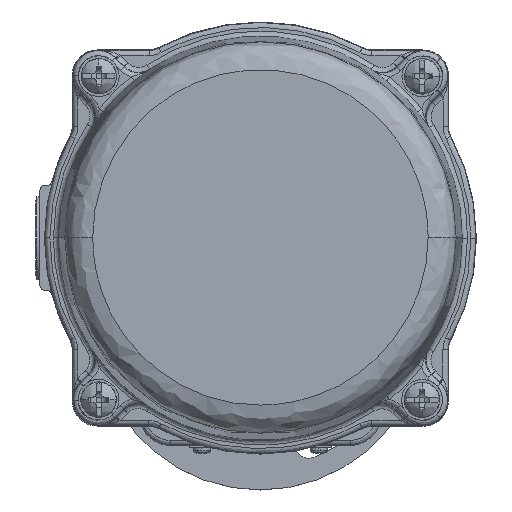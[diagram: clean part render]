
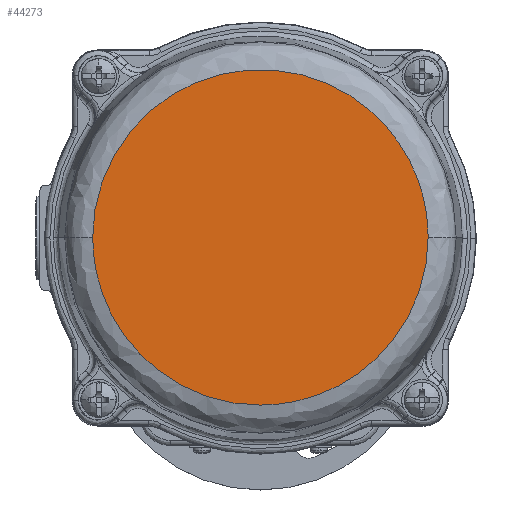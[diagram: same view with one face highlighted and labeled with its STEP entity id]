
A CAD part, top view. The second image highlights one B-rep face of the part: STEP entity #44273.
In plain terms, the highlighted planar face has unit normal (0, 0, 1).
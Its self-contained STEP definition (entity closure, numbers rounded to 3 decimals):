
#2327 =( BOUNDED_CURVE ( )  B_SPLINE_CURVE ( 3, ( #94045, #77550, #9622, #86875 ),
 .UNSPECIFIED., .F., .F. ) 
 B_SPLINE_CURVE_WITH_KNOTS ( ( 4, 4 ),
 ( 0., 1. ),
 .UNSPECIFIED. ) 
 CURVE ( )  GEOMETRIC_REPRESENTATION_ITEM ( )  RATIONAL_B_SPLINE_CURVE ( ( 1., 0.805, 0.805, 1. ) ) 
 REPRESENTATION_ITEM ( '' )  );
#7627 = CARTESIAN_POINT ( 'NONE',  ( -32.993, -19.331, 87. ) ) ;
#9622 = CARTESIAN_POINT ( 'NONE',  ( 19.331, -33.033, 87. ) ) ;
#10506 = FACE_OUTER_BOUND ( 'NONE', #77786, .T. ) ;
#11138 =( BOUNDED_CURVE ( )  B_SPLINE_CURVE ( 3, ( #61147, #85914, #76937, #103522 ),
 .UNSPECIFIED., .F., .T. ) 
 B_SPLINE_CURVE_WITH_KNOTS ( ( 4, 4 ),
 ( 0.333, 1. ),
 .UNSPECIFIED. ) 
 CURVE ( )  GEOMETRIC_REPRESENTATION_ITEM ( )  RATIONAL_B_SPLINE_CURVE ( ( 1., 0.333, 0.333, 1. ) ) 
 REPRESENTATION_ITEM ( '' )  );
#21809 = EDGE_CURVE ( 'NONE', #79410, #41364, #11138, .T. ) ;
#33330 = CARTESIAN_POINT ( 'NONE',  ( -32.981, 0.001, 87. ) ) ;
#40315 = PLANE ( 'NONE',  #43907 ) ;
#41364 = VERTEX_POINT ( 'NONE', #106474 ) ;
#43907 = AXIS2_PLACEMENT_3D ( 'NONE', #49276, #73967, #108394 ) ;
#44273 = ADVANCED_FACE ( 'NONE', ( #10506 ), #40315, .T. ) ;
#47182 = ORIENTED_EDGE ( 'NONE', *, *, #94836, .F. ) ;
#49276 = CARTESIAN_POINT ( 'NONE',  ( 0.032, 19.855, 87. ) ) ;
#56518 = CARTESIAN_POINT ( 'NONE',  ( -32.981, 0.001, 87. ) ) ;
#57530 = CARTESIAN_POINT ( 'NONE',  ( -0.001, -33.021, 87. ) ) ;
#61147 = CARTESIAN_POINT ( 'NONE',  ( -32.981, 0.001, 87. ) ) ;
#67041 =( BOUNDED_CURVE ( )  B_SPLINE_CURVE ( 3, ( #57530, #75144, #7627, #33330 ),
 .UNSPECIFIED., .F., .F. ) 
 B_SPLINE_CURVE_WITH_KNOTS ( ( 4, 4 ),
 ( 0., 0.333 ),
 .UNSPECIFIED. ) 
 CURVE ( )  GEOMETRIC_REPRESENTATION_ITEM ( )  RATIONAL_B_SPLINE_CURVE ( ( 1., 0.805, 0.805, 1. ) ) 
 REPRESENTATION_ITEM ( '' )  );
#70686 = EDGE_CURVE ( 'NONE', #41364, #105754, #2327, .T. ) ;
#73967 = DIRECTION ( 'NONE',  ( 0., 0., 1. ) ) ;
#75144 = CARTESIAN_POINT ( 'NONE',  ( -19.332, -33.009, 87. ) ) ;
#76937 = CARTESIAN_POINT ( 'NONE',  ( 33.062, 65.962, 87. ) ) ;
#77550 = CARTESIAN_POINT ( 'NONE',  ( 33.009, -19.372, 87. ) ) ;
#77786 = EDGE_LOOP ( 'NONE', ( #47182, #110070, #78878 ) ) ;
#78878 = ORIENTED_EDGE ( 'NONE', *, *, #21809, .F. ) ;
#79410 = VERTEX_POINT ( 'NONE', #56518 ) ;
#85914 = CARTESIAN_POINT ( 'NONE',  ( -32.94, 66.003, 87. ) ) ;
#86875 = CARTESIAN_POINT ( 'NONE',  ( -0.001, -33.021, 87. ) ) ;
#94045 = CARTESIAN_POINT ( 'NONE',  ( 33.021, -0.041, 87. ) ) ;
#94836 = EDGE_CURVE ( 'NONE', #105754, #79410, #67041, .T. ) ;
#100417 = CARTESIAN_POINT ( 'NONE',  ( -0.001, -33.021, 87. ) ) ;
#103522 = CARTESIAN_POINT ( 'NONE',  ( 33.021, -0.041, 87. ) ) ;
#105754 = VERTEX_POINT ( 'NONE', #100417 ) ;
#106474 = CARTESIAN_POINT ( 'NONE',  ( 33.021, -0.041, 87. ) ) ;
#108394 = DIRECTION ( 'NONE',  ( 1., 0., 0. ) ) ;
#110070 = ORIENTED_EDGE ( 'NONE', *, *, #70686, .F. ) ;
